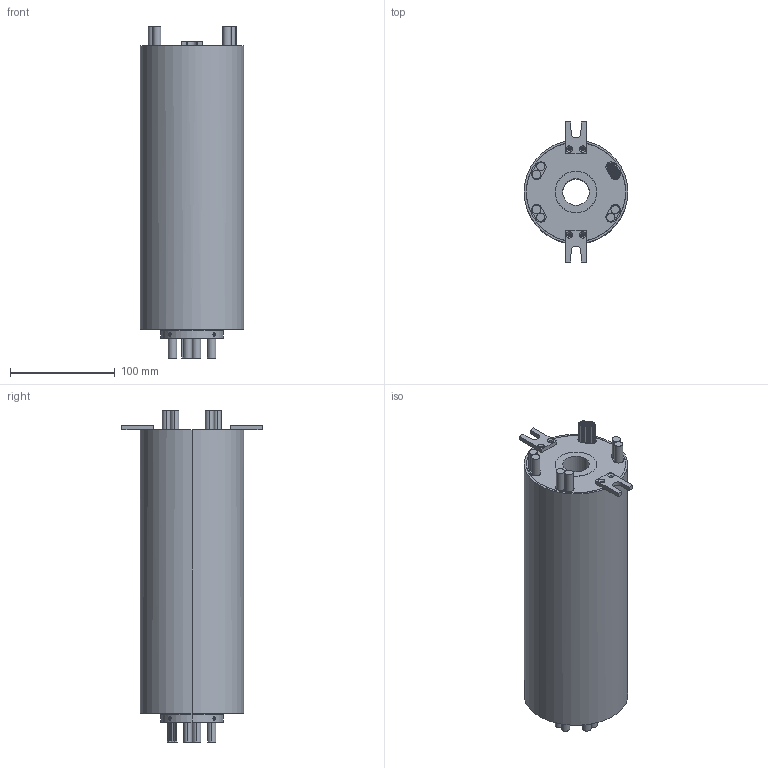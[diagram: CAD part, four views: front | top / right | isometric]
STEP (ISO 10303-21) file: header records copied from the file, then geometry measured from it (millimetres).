
FILE_DESCRIPTION (( 'STEP AP203' ), '1' );
FILE_NAME ('RX00812005--RT2599-P1210-P3005-06CAN-SV1.STEP', '2020-08-13T08:31:41', ( '微软用户' ), ( '微软中国' ), 'SwSTEP 2.0', 'SolidWorks 2014', '' );
FILE_SCHEMA (( 'CONFIG_CONTROL_DESIGN' ));
Length unit declared in the file: millimetre
Products named in the file (1): RX00812005--RT2599-P1210-P3005-06CAN-SV1
Bounding box: 99 x 134 x 317.4 mm (x, y, z)
Volume: 1982435.4 mm3; surface area: 146723.5 mm2
Topology: 1 solids, 1 shells, 432 faces, 932 edges, 608 vertices
Faces by surface type: cylinder 270, plane 146, cone 16
Entity records: 12417 total; most frequent: CARTESIAN_POINT 2389, DIRECTION 2318, ORIENTED_EDGE 1848, AXIS2_PLACEMENT_3D 977, EDGE_CURVE 924, VERTEX_POINT 608, EDGE_LOOP 560, CIRCLE 544
